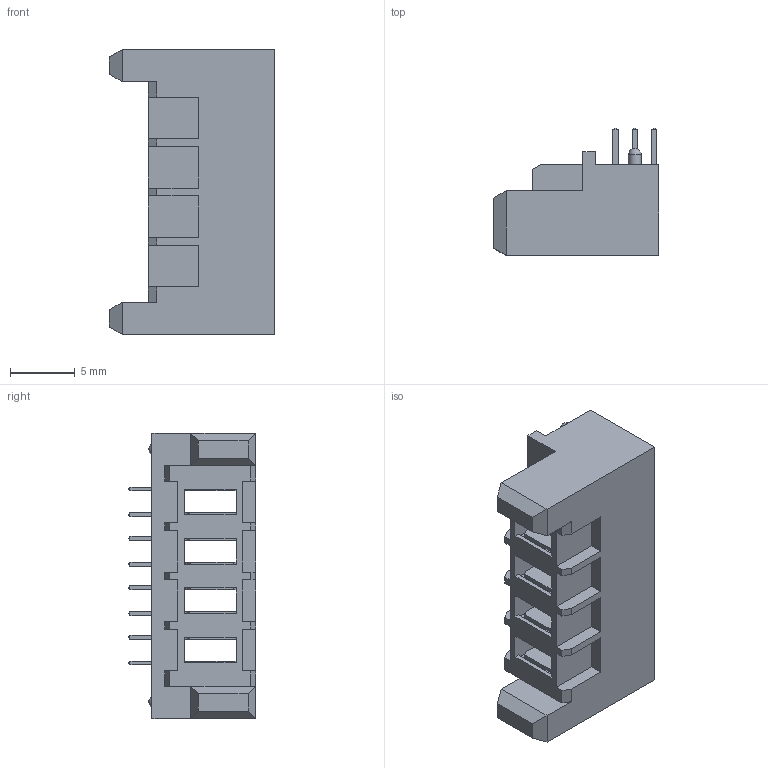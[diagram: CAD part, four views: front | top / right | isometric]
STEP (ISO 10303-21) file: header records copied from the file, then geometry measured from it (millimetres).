
FILE_DESCRIPTION( ( 'STEP AP203' ), '1' );
FILE_NAME( 'UPS-04-01-01-L-RA.stp', '2020-10-06T01:59:27', ( 'License CC BY-ND 4.0' ), ( 'CADENAS' ), ' ', 'PARTsolutions', ' ' );
FILE_SCHEMA( ( 'CONFIG_CONTROL_DESIGN' ) );
Length unit declared in the file: millimetre
Products named in the file (3): UPS-04-01-01-L-RA; _T4UPS-04-01-01-L-RA; _P5UPS-04-01-01-L-RA
Assembly tree (2 placements, depth 2):
  UPS-04-01-01-L-RA
    _T4UPS-04-01-01-L-RA
    _P5UPS-04-01-01-L-RA
Bounding box: 12.74 x 9.82 x 22 mm (x, y, z)
Volume: 1064.9 mm3; surface area: 2417.5 mm2
Topology: 2 solids, 2 shells, 628 faces, 1752 edges, 1130 vertices
Faces by surface type: plane 512, cylinder 114, sphere 2
Full cylindrical faces by diameter (mm): 1 x2
Entity records: 19924 total; most frequent: CARTESIAN_POINT 3551, ORIENTED_EDGE 3488, DIRECTION 3258, EDGE_CURVE 1744, LINE 1460, VECTOR 1460, VERTEX_POINT 1128, AXIS2_PLACEMENT_3D 899
